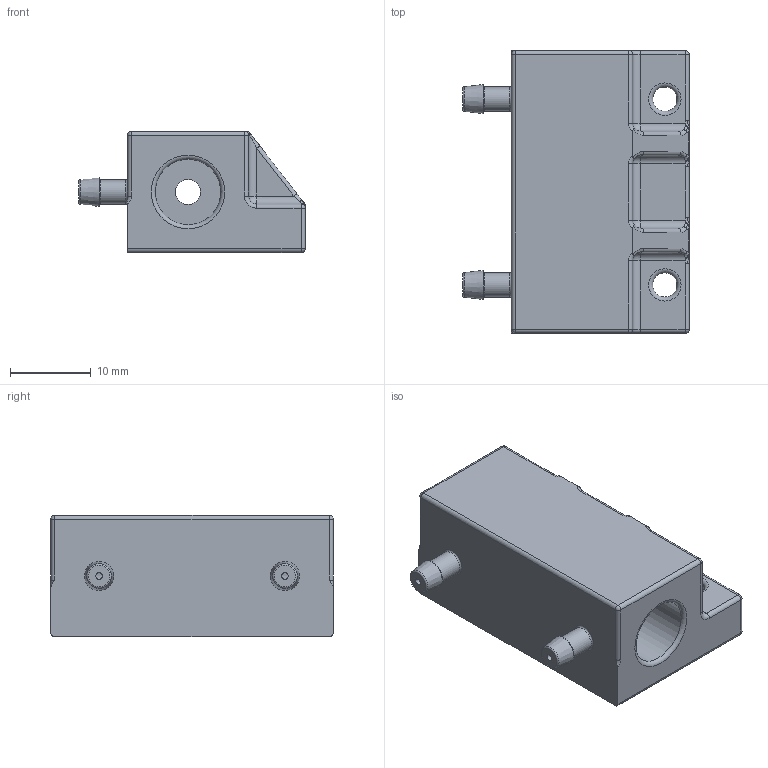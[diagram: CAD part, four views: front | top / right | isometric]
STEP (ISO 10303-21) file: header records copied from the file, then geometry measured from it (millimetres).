
FILE_DESCRIPTION(/* description */ ('www.basicairdata.eu'),/* implementation_level */ '2;1');
FILE_NAME(/* name */ '102 flange dx tab and rotated nipples geroge model.stp',/* time_stamp */ '2015-05-18T16:52:29+02:00',/* author */ ('JLJ '),/* organization */ ('BasicAirData'),/* preprocessor_version */ 'ST-DEVELOPER v16.1',/* originating_system */ 'Autodesk Inventor 2016',/* authorisation */ '');
FILE_SCHEMA (('AUTOMOTIVE_DESIGN { 1 0 10303 214 3 1 1 }'));
Length unit declared in the file: millimetre
Products named in the file (1): 102 flange dx tab and rotated nipples  geroge model
Bounding box: 28 x 35 x 15 mm (x, y, z)
Volume: 8474.1 mm3; surface area: 3970.5 mm2
Topology: 1 solids, 1 shells, 134 faces, 312 edges, 184 vertices
Faces by surface type: cylinder 45, bspline 32, plane 23, torus 20, sphere 12, cone 2
Full cylindrical faces by diameter (mm): 0.8 x2, 3 x4, 3.1 x1, 8.1 x1
Entity records: 5880 total; most frequent: CARTESIAN_POINT 3038, ORIENTED_EDGE 566, DIRECTION 565, EDGE_CURVE 283, AXIS2_PLACEMENT_3D 243, VERTEX_POINT 178, EDGE_LOOP 171, FACE_OUTER_BOUND 134
